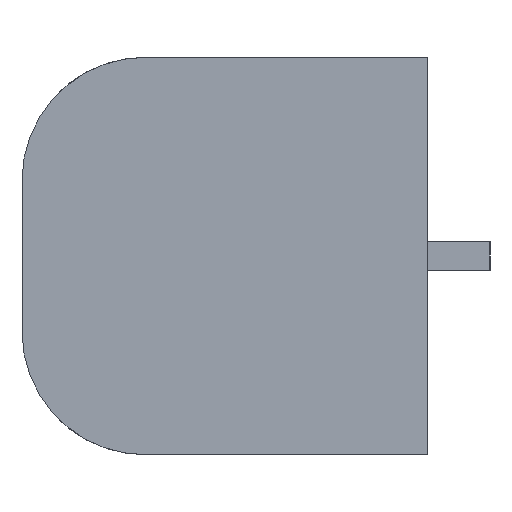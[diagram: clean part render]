
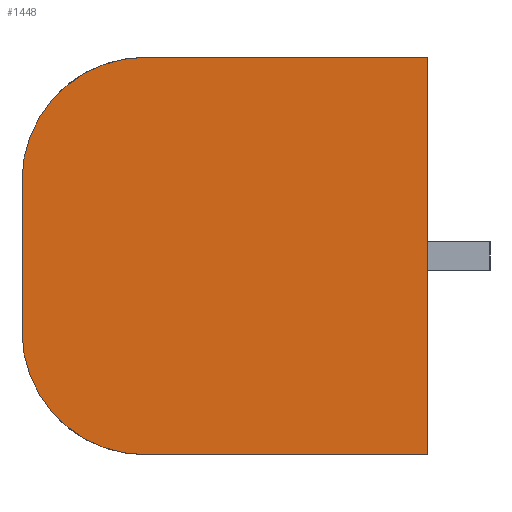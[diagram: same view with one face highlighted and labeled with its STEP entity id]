
A CAD part, left-side view. The second image highlights one B-rep face of the part: STEP entity #1448.
In plain terms, the highlighted planar face has unit normal (-1, 0, 0).
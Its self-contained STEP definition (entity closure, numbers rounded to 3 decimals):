
#341 = ORIENTED_EDGE ( 'NONE', *, *, #2266, .F. ) ;
#421 = VERTEX_POINT ( 'NONE', #1225 ) ;
#572 = ORIENTED_EDGE ( 'NONE', *, *, #5522, .F. ) ;
#590 = CIRCLE ( 'NONE', #5117, 6.5 ) ;
#850 = CARTESIAN_POINT ( 'NONE',  ( -38.48, 18.21, -3.99 ) ) ;
#927 = CARTESIAN_POINT ( 'NONE',  ( -38.48, 3.3, 10.49 ) ) ;
#943 = DIRECTION ( 'NONE',  ( -1., 0., 0. ) ) ;
#944 = LINE ( 'NONE', #3545, #2825 ) ;
#948 = ORIENTED_EDGE ( 'NONE', *, *, #1396, .F. ) ;
#978 = CARTESIAN_POINT ( 'NONE',  ( -38.48, 3.3, -10.49 ) ) ;
#1059 = VERTEX_POINT ( 'NONE', #5154 ) ;
#1071 = AXIS2_PLACEMENT_3D ( 'NONE', #4383, #3503, #5237 ) ;
#1105 = VECTOR ( 'NONE', #3656, 1000. ) ;
#1225 = CARTESIAN_POINT ( 'NONE',  ( -38.48, 18.21, -10.49 ) ) ;
#1373 = EDGE_CURVE ( 'NONE', #421, #4854, #590, .T. ) ;
#1396 = EDGE_CURVE ( 'NONE', #1464, #2789, #944, .T. ) ;
#1443 = CARTESIAN_POINT ( 'NONE',  ( -38.48, 24.71, 3.99 ) ) ;
#1448 = ADVANCED_FACE ( 'NONE', ( #1918 ), #4982, .T. ) ;
#1464 = VERTEX_POINT ( 'NONE', #927 ) ;
#1751 = EDGE_LOOP ( 'NONE', ( #341, #2676, #2096, #2250, #572, #948 ) ) ;
#1777 = EDGE_CURVE ( 'NONE', #1059, #2640, #4118, .T. ) ;
#1809 = DIRECTION ( 'NONE',  ( 0., 0., 1. ) ) ;
#1811 = DIRECTION ( 'NONE',  ( 0., 0., 1. ) ) ;
#1918 = FACE_OUTER_BOUND ( 'NONE', #1751, .T. ) ;
#2055 = LINE ( 'NONE', #2605, #3515 ) ;
#2096 = ORIENTED_EDGE ( 'NONE', *, *, #5537, .F. ) ;
#2115 = DIRECTION ( 'NONE',  ( 0., -1., 0. ) ) ;
#2250 = ORIENTED_EDGE ( 'NONE', *, *, #1373, .F. ) ;
#2266 = EDGE_CURVE ( 'NONE', #2640, #1464, #2055, .T. ) ;
#2297 = CARTESIAN_POINT ( 'NONE',  ( -38.48, 18.21, 3.99 ) ) ;
#2605 = CARTESIAN_POINT ( 'NONE',  ( -38.48, 3.3, 10.49 ) ) ;
#2621 = DIRECTION ( 'NONE',  ( 0., 0., 1. ) ) ;
#2640 = VERTEX_POINT ( 'NONE', #3704 ) ;
#2676 = ORIENTED_EDGE ( 'NONE', *, *, #1777, .F. ) ;
#2789 = VERTEX_POINT ( 'NONE', #4270 ) ;
#2825 = VECTOR ( 'NONE', #5378, 1000. ) ;
#2839 = LINE ( 'NONE', #1443, #3871 ) ;
#3503 = DIRECTION ( 'NONE',  ( 1., 0., 0. ) ) ;
#3515 = VECTOR ( 'NONE', #2115, 1000. ) ;
#3545 = CARTESIAN_POINT ( 'NONE',  ( -38.48, 3.3, 10.49 ) ) ;
#3656 = DIRECTION ( 'NONE',  ( 0., 1., 0. ) ) ;
#3704 = CARTESIAN_POINT ( 'NONE',  ( -38.48, 18.21, 10.49 ) ) ;
#3871 = VECTOR ( 'NONE', #1809, 1000. ) ;
#4118 = CIRCLE ( 'NONE', #1071, 6.5 ) ;
#4270 = CARTESIAN_POINT ( 'NONE',  ( -38.48, 3.3, -10.49 ) ) ;
#4383 = CARTESIAN_POINT ( 'NONE',  ( -38.48, 18.21, 3.99 ) ) ;
#4429 = LINE ( 'NONE', #978, #1105 ) ;
#4854 = VERTEX_POINT ( 'NONE', #5118 ) ;
#4982 = PLANE ( 'NONE',  #5043 ) ;
#5043 = AXIS2_PLACEMENT_3D ( 'NONE', #2297, #943, #1811 ) ;
#5117 = AXIS2_PLACEMENT_3D ( 'NONE', #850, #5263, #2621 ) ;
#5118 = CARTESIAN_POINT ( 'NONE',  ( -38.48, 24.71, -3.99 ) ) ;
#5154 = CARTESIAN_POINT ( 'NONE',  ( -38.48, 24.71, 3.99 ) ) ;
#5237 = DIRECTION ( 'NONE',  ( 0., 0., 1. ) ) ;
#5263 = DIRECTION ( 'NONE',  ( 1., 0., 0. ) ) ;
#5378 = DIRECTION ( 'NONE',  ( 0., 0., -1. ) ) ;
#5522 = EDGE_CURVE ( 'NONE', #2789, #421, #4429, .T. ) ;
#5537 = EDGE_CURVE ( 'NONE', #4854, #1059, #2839, .T. ) ;
